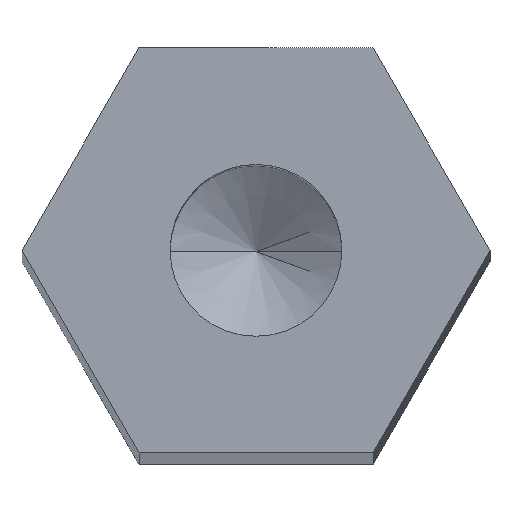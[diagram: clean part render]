
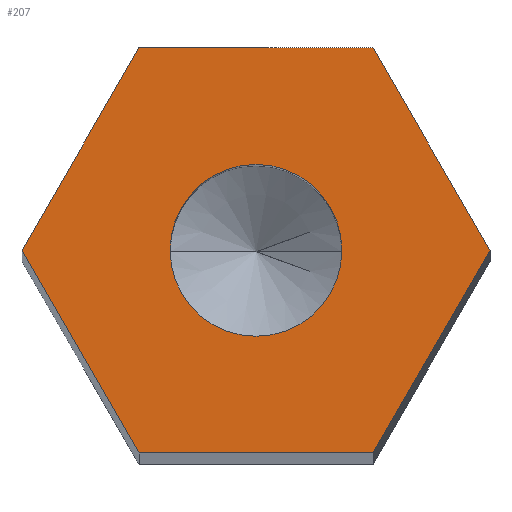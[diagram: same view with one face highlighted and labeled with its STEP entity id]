
A CAD part, top view. The second image highlights one B-rep face of the part: STEP entity #207.
In plain terms, the highlighted planar face has unit normal (0, 0, 1).
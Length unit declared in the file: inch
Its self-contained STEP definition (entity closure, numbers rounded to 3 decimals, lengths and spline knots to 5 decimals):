
#15 = CARTESIAN_POINT ( 'NONE',  ( -0.21651, 0., 6. ) ) ;
#18 = CARTESIAN_POINT ( 'NONE',  ( -0.10825, -0.1875, 6. ) ) ;
#19 = CARTESIAN_POINT ( 'NONE',  ( 0., 0., 6. ) ) ;
#20 = VECTOR ( 'NONE', #112, 39.37008 ) ;
#28 = VECTOR ( 'NONE', #107, 39.37008 ) ;
#32 = CARTESIAN_POINT ( 'NONE',  ( 0.0795, 0., 6. ) ) ;
#33 = VERTEX_POINT ( 'NONE', #133 ) ;
#38 = VERTEX_POINT ( 'NONE', #15 ) ;
#40 = EDGE_CURVE ( 'NONE', #398, #349, #58, .T. ) ;
#58 = CIRCLE ( 'NONE', #223, 0.0795 ) ;
#62 = DIRECTION ( 'NONE',  ( -1., 0., 0. ) ) ;
#64 = LINE ( 'NONE', #18, #271 ) ;
#71 = CARTESIAN_POINT ( 'NONE',  ( 0.21651, 0., 6. ) ) ;
#76 = LINE ( 'NONE', #148, #28 ) ;
#89 = CARTESIAN_POINT ( 'NONE',  ( 0., 0., 6. ) ) ;
#90 = AXIS2_PLACEMENT_3D ( 'NONE', #19, #414, #175 ) ;
#101 = VERTEX_POINT ( 'NONE', #170 ) ;
#107 = DIRECTION ( 'NONE',  ( 0.5, -0.866, 0. ) ) ;
#112 = DIRECTION ( 'NONE',  ( -0.5, -0.866, 0. ) ) ;
#114 = EDGE_CURVE ( 'NONE', #349, #398, #457, .T. ) ;
#115 = DIRECTION ( 'NONE',  ( 0.5, 0.866, 0. ) ) ;
#119 = CARTESIAN_POINT ( 'NONE',  ( -0.0795, 0., 6. ) ) ;
#133 = CARTESIAN_POINT ( 'NONE',  ( -0.10825, 0.1875, 6. ) ) ;
#143 = CARTESIAN_POINT ( 'NONE',  ( 0.10825, -0.1875, 6. ) ) ;
#148 = CARTESIAN_POINT ( 'NONE',  ( -0.21651, 0., 6. ) ) ;
#160 = CARTESIAN_POINT ( 'NONE',  ( 0.10825, 0.1875, 6. ) ) ;
#170 = CARTESIAN_POINT ( 'NONE',  ( -0.10825, -0.1875, 6. ) ) ;
#175 = DIRECTION ( 'NONE',  ( 1., 0., 0. ) ) ;
#185 = EDGE_CURVE ( 'NONE', #101, #190, #64, .T. ) ;
#190 = VERTEX_POINT ( 'NONE', #143 ) ;
#191 = EDGE_CURVE ( 'NONE', #388, #33, #259, .T. ) ;
#195 = LINE ( 'NONE', #394, #20 ) ;
#199 = ORIENTED_EDGE ( 'NONE', *, *, #261, .T. ) ;
#207 = ADVANCED_FACE ( 'NONE', ( #218, #335 ), #301, .T. ) ;
#218 = FACE_BOUND ( 'NONE', #236, .T. ) ;
#219 = ORIENTED_EDGE ( 'NONE', *, *, #372, .T. ) ;
#223 = AXIS2_PLACEMENT_3D ( 'NONE', #89, #363, #323 ) ;
#232 = AXIS2_PLACEMENT_3D ( 'NONE', #290, #443, #248 ) ;
#236 = EDGE_LOOP ( 'NONE', ( #347, #277 ) ) ;
#248 = DIRECTION ( 'NONE',  ( 1., 0., 0. ) ) ;
#259 = LINE ( 'NONE', #490, #500 ) ;
#261 = EDGE_CURVE ( 'NONE', #190, #339, #274, .T. ) ;
#271 = VECTOR ( 'NONE', #498, 39.37008 ) ;
#272 = DIRECTION ( 'NONE',  ( -0.5, 0.866, 0. ) ) ;
#274 = LINE ( 'NONE', #314, #333 ) ;
#275 = ORIENTED_EDGE ( 'NONE', *, *, #377, .T. ) ;
#277 = ORIENTED_EDGE ( 'NONE', *, *, #40, .F. ) ;
#290 = CARTESIAN_POINT ( 'NONE',  ( 0., 0., 6. ) ) ;
#301 = PLANE ( 'NONE',  #90 ) ;
#302 = EDGE_CURVE ( 'NONE', #38, #101, #76, .T. ) ;
#314 = CARTESIAN_POINT ( 'NONE',  ( 0.10825, -0.1875, 6. ) ) ;
#317 = EDGE_LOOP ( 'NONE', ( #219, #459, #275, #379, #464, #199 ) ) ;
#323 = DIRECTION ( 'NONE',  ( 1., 0., 0. ) ) ;
#333 = VECTOR ( 'NONE', #115, 39.37008 ) ;
#335 = FACE_OUTER_BOUND ( 'NONE', #317, .T. ) ;
#339 = VERTEX_POINT ( 'NONE', #471 ) ;
#347 = ORIENTED_EDGE ( 'NONE', *, *, #114, .F. ) ;
#349 = VERTEX_POINT ( 'NONE', #32 ) ;
#358 = LINE ( 'NONE', #71, #465 ) ;
#363 = DIRECTION ( 'NONE',  ( 0., 0., 1. ) ) ;
#372 = EDGE_CURVE ( 'NONE', #339, #388, #358, .T. ) ;
#377 = EDGE_CURVE ( 'NONE', #33, #38, #195, .T. ) ;
#379 = ORIENTED_EDGE ( 'NONE', *, *, #302, .T. ) ;
#388 = VERTEX_POINT ( 'NONE', #160 ) ;
#394 = CARTESIAN_POINT ( 'NONE',  ( -0.10825, 0.1875, 6. ) ) ;
#398 = VERTEX_POINT ( 'NONE', #119 ) ;
#414 = DIRECTION ( 'NONE',  ( 0., 0., 1. ) ) ;
#443 = DIRECTION ( 'NONE',  ( 0., 0., 1. ) ) ;
#457 = CIRCLE ( 'NONE', #232, 0.0795 ) ;
#459 = ORIENTED_EDGE ( 'NONE', *, *, #191, .T. ) ;
#464 = ORIENTED_EDGE ( 'NONE', *, *, #185, .T. ) ;
#465 = VECTOR ( 'NONE', #272, 39.37008 ) ;
#471 = CARTESIAN_POINT ( 'NONE',  ( 0.21651, 0., 6. ) ) ;
#490 = CARTESIAN_POINT ( 'NONE',  ( 0.10825, 0.1875, 6. ) ) ;
#498 = DIRECTION ( 'NONE',  ( 1., 0., 0. ) ) ;
#500 = VECTOR ( 'NONE', #62, 39.37008 ) ;
